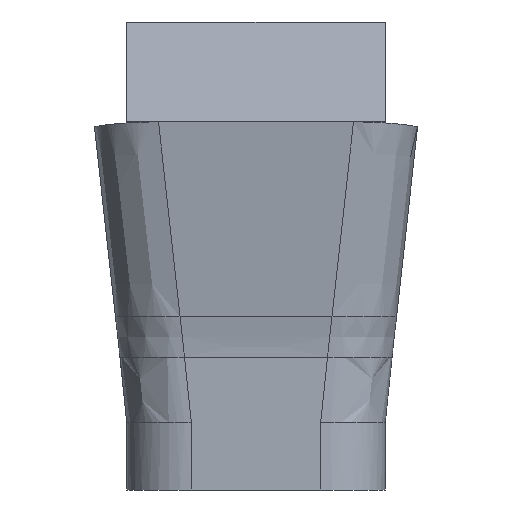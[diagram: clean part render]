
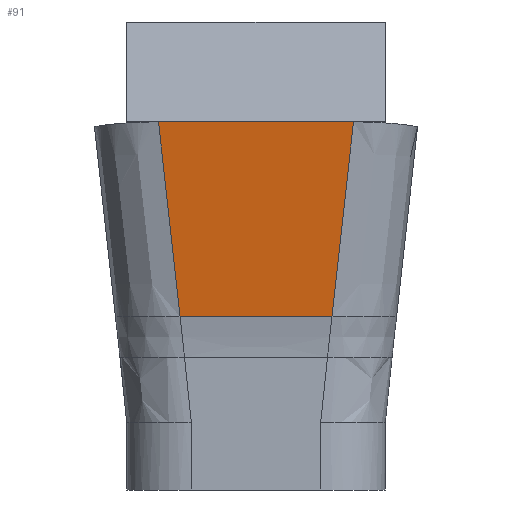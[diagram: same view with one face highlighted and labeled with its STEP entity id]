
A CAD part, front view. The second image highlights one B-rep face of the part: STEP entity #91.
In plain terms, the highlighted planar face has unit normal (0, -0.993, -0.122).
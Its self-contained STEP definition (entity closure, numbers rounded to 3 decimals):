
#91=ADVANCED_FACE('SIDE_FP_AN_SU1',(#171),#139,.T.);
#139=PLANE('',#1081);
#171=FACE_OUTER_BOUND('',#227,.T.);
#227=EDGE_LOOP('',(#373,#374,#375,#376));
#373=ORIENTED_EDGE('',*,*,#749,.F.);
#374=ORIENTED_EDGE('',*,*,#748,.T.);
#375=ORIENTED_EDGE('',*,*,#750,.F.);
#376=ORIENTED_EDGE('',*,*,#744,.T.);
#633=VERTEX_POINT('',#1878);
#634=VERTEX_POINT('',#1883);
#635=VERTEX_POINT('',#1925);
#636=VERTEX_POINT('',#1939);
#744=EDGE_CURVE('',#634,#633,#988,.T.);
#748=EDGE_CURVE('',#635,#636,#992,.T.);
#749=EDGE_CURVE('',#635,#633,#849,.T.);
#750=EDGE_CURVE('',#634,#636,#850,.T.);
#849=LINE('',#1956,#909);
#850=LINE('',#1957,#910);
#909=VECTOR('',#1171,1.);
#910=VECTOR('',#1172,1.);
#988=B_SPLINE_CURVE_WITH_KNOTS('',3,(#1879,#1880,#1881,#1882),
 .UNSPECIFIED.,.F.,.F.,(4,4),(0.,1.),.UNSPECIFIED.);
#992=B_SPLINE_CURVE_WITH_KNOTS('',3,(#1940,#1941,#1942,#1943),
 .UNSPECIFIED.,.F.,.F.,(4,4),(0.,1.),.UNSPECIFIED.);
#1081=AXIS2_PLACEMENT_3D('',#1958,#1173,#1174);
#1171=DIRECTION('',(1.,0.,0.));
#1172=DIRECTION('',(-1.,0.,0.));
#1173=DIRECTION('',(0.,-0.993,-0.122));
#1174=DIRECTION('',(-1.,0.,0.));
#1878=CARTESIAN_POINT('',(1.207,-12.507,0.059));
#1879=CARTESIAN_POINT('',(0.94,-12.211,-2.351));
#1880=CARTESIAN_POINT('',(1.029,-12.31,-1.547));
#1881=CARTESIAN_POINT('',(1.118,-12.409,-0.744));
#1882=CARTESIAN_POINT('',(1.207,-12.507,0.059));
#1883=CARTESIAN_POINT('',(0.94,-12.211,-2.351));
#1925=CARTESIAN_POINT('',(-1.207,-12.507,0.059));
#1939=CARTESIAN_POINT('',(-0.94,-12.211,-2.351));
#1940=CARTESIAN_POINT('',(-1.207,-12.507,0.059));
#1941=CARTESIAN_POINT('',(-1.118,-12.409,-0.744));
#1942=CARTESIAN_POINT('',(-1.029,-12.31,-1.547));
#1943=CARTESIAN_POINT('',(-0.94,-12.211,-2.351));
#1956=CARTESIAN_POINT('',(-13.,-12.507,0.059));
#1957=CARTESIAN_POINT('',(0.,-12.211,-2.351));
#1958=CARTESIAN_POINT('',(0.,-13.027,4.295));
